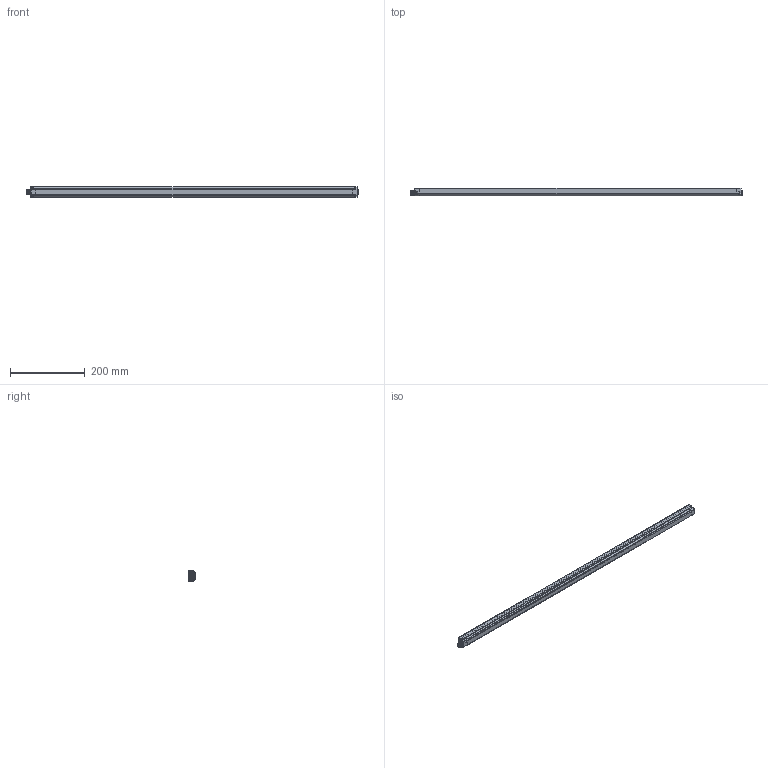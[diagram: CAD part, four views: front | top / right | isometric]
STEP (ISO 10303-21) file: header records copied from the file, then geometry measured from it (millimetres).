
FILE_DESCRIPTION((''),'2;1');
FILE_NAME('154535_SW','2010-11-02T',('banengservice'),('BANNER ENGINEERING'),'PRO/ENGINEER BY PARAMETRIC TECHNOLOGY CORPORATION, 2009141','PRO/ENGINEER BY PARAMETRIC TECHNOLOGY CORPORATION, 2009141','');
FILE_SCHEMA(('CONFIG_CONTROL_DESIGN'));
Length unit declared in the file: inch
Products named in the file (1): 154535_SW
Bounding box: 891 x 21 x 28 mm (x, y, z)
Volume: 193382.3 mm3; surface area: 218764.8 mm2
Topology: 1 solids, 1 shells, 747 faces, 1833 edges, 1104 vertices
Faces by surface type: plane 252, cylinder 203, cone 115, torus 91, bspline 74, sphere 12
Entity records: 30281 total; most frequent: CARTESIAN_POINT 12891, DIRECTION 3695, ORIENTED_EDGE 3650, EDGE_CURVE 1825, AXIS2_PLACEMENT_3D 1444, VERTEX_POINT 1104, VECTOR 807, LINE 807
